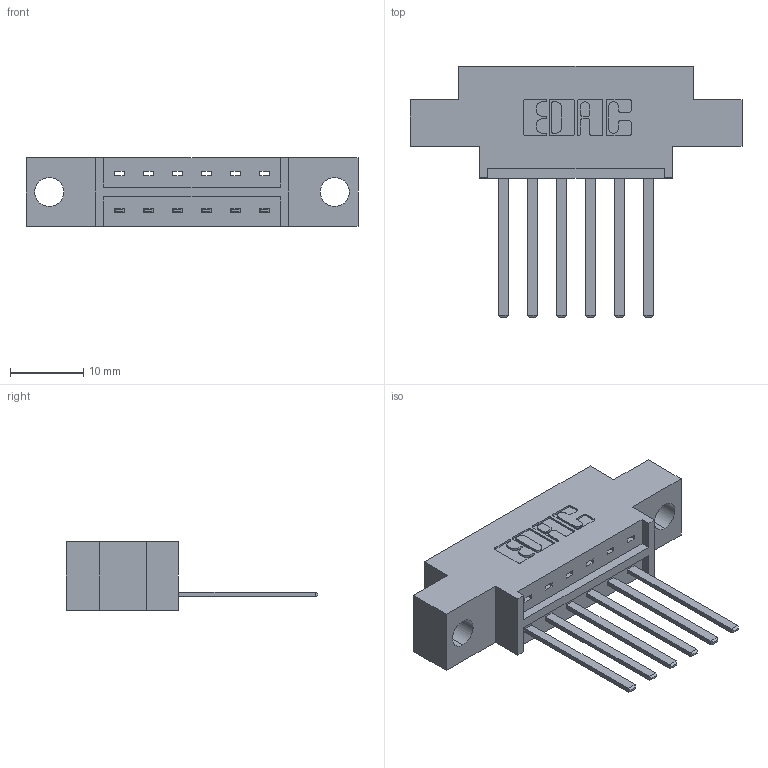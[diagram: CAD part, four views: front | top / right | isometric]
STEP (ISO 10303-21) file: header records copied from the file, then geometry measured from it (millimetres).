
FILE_DESCRIPTION (( 'STEP AP203' ), '1' );
FILE_NAME ('833-006-544-604.STEP', '2020-05-30T14:07:49', ( '' ), ( '' ), 'SwSTEP 2.0', 'SolidWorks 2020', '' );
FILE_SCHEMA (( 'CONFIG_CONTROL_DESIGN' ));
Length unit declared in the file: inch
Products named in the file (3): 345-292-001_345-293-144; 833-006-544-604; 833 Part_Offset - .156 Dia - TH
Assembly tree (7 placements, depth 2):
  833-006-544-604
    833 Part_Offset - .156 Dia - TH
    345-292-001_345-293-144  x6
Bounding box: 45.31 x 34.3 x 9.4 mm (x, y, z)
Volume: 4004.1 mm3; surface area: 4316 mm2
Topology: 7 solids, 7 shells, 430 faces, 1271 edges, 838 vertices
Faces by surface type: plane 302, cylinder 128
Entity records: 8275 total; most frequent: CARTESIAN_POINT 1440, ORIENTED_EDGE 1382, DIRECTION 1283, EDGE_CURVE 691, LINE 567, VECTOR 567, VERTEX_POINT 458, AXIS2_PLACEMENT_3D 358
